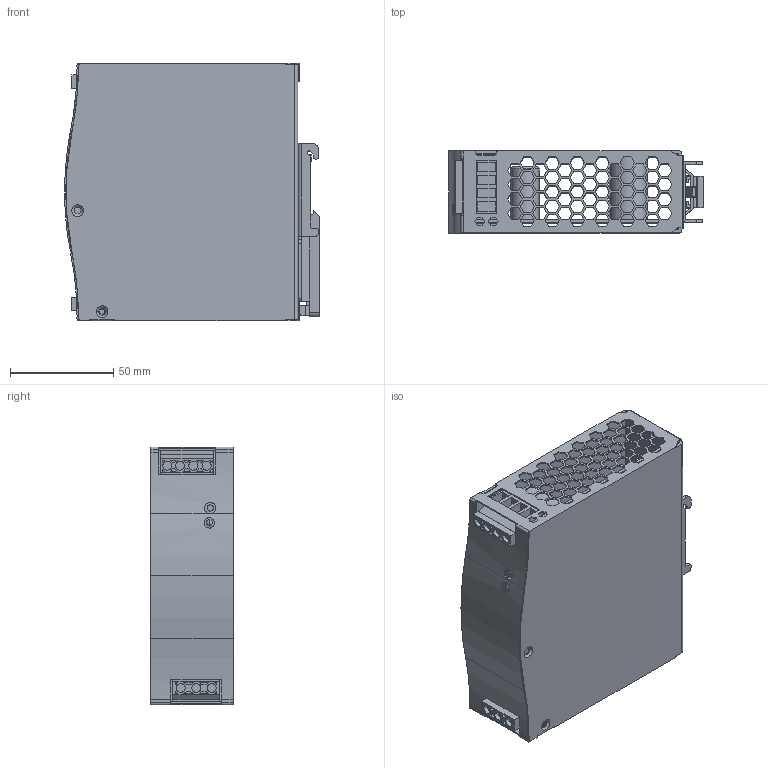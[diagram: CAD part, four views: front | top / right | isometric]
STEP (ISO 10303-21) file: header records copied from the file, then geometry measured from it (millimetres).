
FILE_DESCRIPTION(('STEP AP242'),'1');
FILE_NAME('7654651.stp','2024-03-10T10:04:05',('TraceParts'),('TraceParts S.A.'),'Spatial InterOp 3D',' ',' ');
FILE_SCHEMA(('AP242_MANAGED_MODEL_BASED_3D_ENGINEERING_MIM_LF {1 0 10303 442 1 1 4}'));
Length unit declared in the file: millimetre
Products named in the file (1): 7654651_1
Bounding box: 123.75 x 40 x 125.2 mm (x, y, z)
Volume: 115187 mm3; surface area: 138236.6 mm2
Topology: 3 solids, 3 shells, 1559 faces, 4528 edges, 2976 vertices
Faces by surface type: plane 1266, cylinder 241, torus 28, cone 20, bspline 4
Entity records: 53368 total; most frequent: CARTESIAN_POINT 10834, ORIENTED_EDGE 9056, DIRECTION 8186, EDGE_CURVE 4528, LINE 3934, VECTOR 3934, VERTEX_POINT 2976, AXIS2_PLACEMENT_3D 2126
